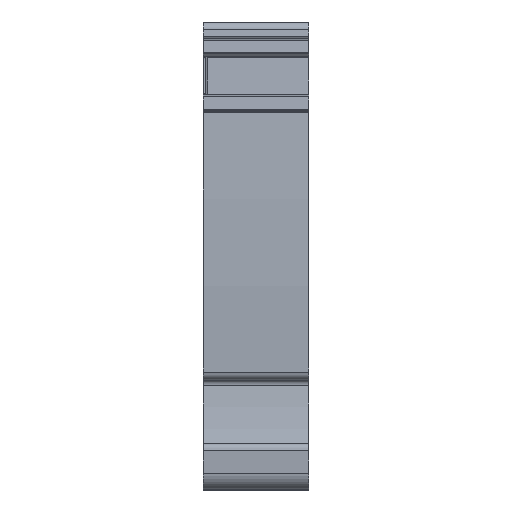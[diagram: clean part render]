
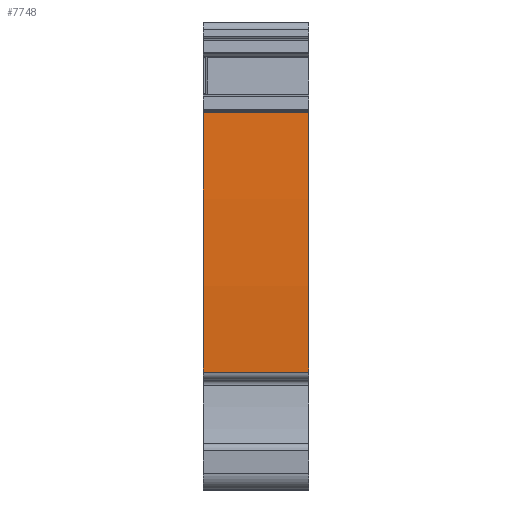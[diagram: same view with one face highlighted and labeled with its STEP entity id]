
A CAD part, front view. The second image highlights one B-rep face of the part: STEP entity #7748.
In plain terms, the highlighted cylindrical face has radius 240.065 mm (diameter 480.129 mm), a partial arc.
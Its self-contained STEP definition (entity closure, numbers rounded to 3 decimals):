
#2690=AXIS2_PLACEMENT_3D('Circle Axis2P3D',#2688,#2689,$) ;
#7722=AXIS2_PLACEMENT_3D('Cylinder Axis2P3D',#7719,#7720,#7721) ;
#7733=AXIS2_PLACEMENT_3D('Circle Axis2P3D',#7731,#7732,$) ;
#2685=CARTESIAN_POINT('Vertex',(0.,1.527,13.395)) ;
#2688=CARTESIAN_POINT('Axis2P3D Location',(0.,241.233,26.5)) ;
#2692=CARTESIAN_POINT('Vertex',(0.,1.726,42.845)) ;
#7688=CARTESIAN_POINT('Vertex',(12.,1.726,42.845)) ;
#7702=CARTESIAN_POINT('Vertex',(0.05,1.726,42.845)) ;
#7705=CARTESIAN_POINT('Line Origine',(6.,1.726,42.845)) ;
#7719=CARTESIAN_POINT('Axis2P3D Location',(6.61,241.233,26.5)) ;
#7724=CARTESIAN_POINT('Line Origine',(6.61,1.527,13.395)) ;
#7728=CARTESIAN_POINT('Vertex',(12.,1.527,13.395)) ;
#7731=CARTESIAN_POINT('Axis2P3D Location',(12.,241.233,26.5)) ;
#7736=CARTESIAN_POINT('Line Origine',(6.61,1.726,42.845)) ;
#2689=DIRECTION('Axis2P3D Direction',(1.,0.,0.)) ;
#7706=DIRECTION('Vector Direction',(1.,0.,0.)) ;
#7720=DIRECTION('Axis2P3D Direction',(1.,0.,0.)) ;
#7721=DIRECTION('Axis2P3D XDirection',(0.,-0.998,0.068)) ;
#7725=DIRECTION('Vector Direction',(1.,0.,0.)) ;
#7732=DIRECTION('Axis2P3D Direction',(1.,0.,0.)) ;
#7737=DIRECTION('Vector Direction',(1.,0.,0.)) ;
#7707=VECTOR('Line Direction',#7706,1.) ;
#7726=VECTOR('Line Direction',#7725,1.) ;
#7738=VECTOR('Line Direction',#7737,1.) ;
#7742=ORIENTED_EDGE('',*,*,#7730,.T.) ;
#7743=ORIENTED_EDGE('',*,*,#7735,.F.) ;
#7744=ORIENTED_EDGE('',*,*,#7709,.F.) ;
#7745=ORIENTED_EDGE('',*,*,#7740,.F.) ;
#7746=ORIENTED_EDGE('',*,*,#2694,.T.) ;
#7748=ADVANCED_FACE('MLD',(#7747),#7723,.T.) ;
#2691=CIRCLE('generated circle',#2690,240.065) ;
#7734=CIRCLE('generated circle',#7733,240.065) ;
#7723=CYLINDRICAL_SURFACE('generated cylinder',#7722,240.065) ;
#2694=EDGE_CURVE('',#2693,#2686,#2691,.T.) ;
#7709=EDGE_CURVE('',#7703,#7689,#7708,.T.) ;
#7730=EDGE_CURVE('',#2686,#7729,#7727,.T.) ;
#7735=EDGE_CURVE('',#7689,#7729,#7734,.T.) ;
#7740=EDGE_CURVE('',#2693,#7703,#7739,.T.) ;
#7741=EDGE_LOOP('',(#7742,#7743,#7744,#7745,#7746)) ;
#7747=FACE_OUTER_BOUND('',#7741,.T.) ;
#7708=LINE('Line',#7705,#7707) ;
#7727=LINE('Line',#7724,#7726) ;
#7739=LINE('Line',#7736,#7738) ;
#2686=VERTEX_POINT('',#2685) ;
#2693=VERTEX_POINT('',#2692) ;
#7689=VERTEX_POINT('',#7688) ;
#7703=VERTEX_POINT('',#7702) ;
#7729=VERTEX_POINT('',#7728) ;
